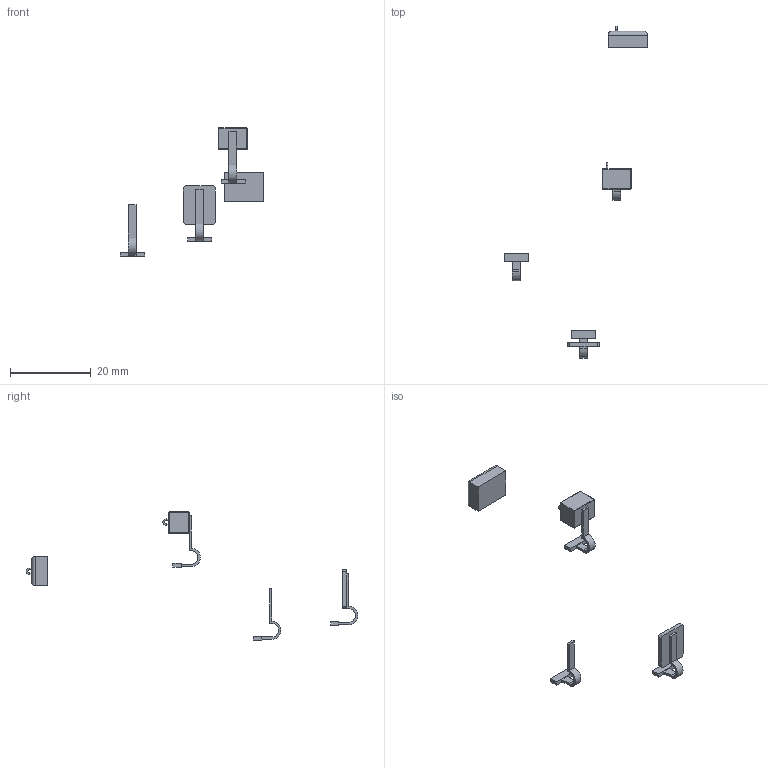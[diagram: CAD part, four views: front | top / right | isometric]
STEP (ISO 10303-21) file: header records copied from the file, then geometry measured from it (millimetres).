
FILE_DESCRIPTION(/* description */ (''),/* implementation_level */ '2;1');
FILE_NAME(/* name */ 'Mounted Parts.step',/* time_stamp */ '2026-01-04T23:45:04-05:00',/* author */ (''),/* organization */ (''),/* preprocessor_version */ 'ST-DEVELOPER v20.1',/* originating_system */ 'Autodesk Translation Framework v14.21.0.0',/* authorisation */ '');
FILE_SCHEMA (('AUTOMOTIVE_DESIGN { 1 0 10303 214 3 1 1 }'));
Length unit declared in the file: millimetre
Products named in the file (1): (Unsaved)
Bounding box: 35.31 x 81.97 x 31.66 mm (x, y, z)
Volume: 621 mm3; surface area: 1147.9 mm2
Topology: 8 solids, 8 shells, 405 faces, 1053 edges, 692 vertices
Faces by surface type: plane 232, bspline 131, cylinder 32, sphere 8, torus 2
Full cylindrical faces by diameter (mm): 0.4 x4
Entity records: 13515 total; most frequent: CARTESIAN_POINT 4378, ORIENTED_EDGE 2106, DIRECTION 1403, EDGE_CURVE 1053, LINE 729, VECTOR 729, VERTEX_POINT 692, EDGE_LOOP 433
